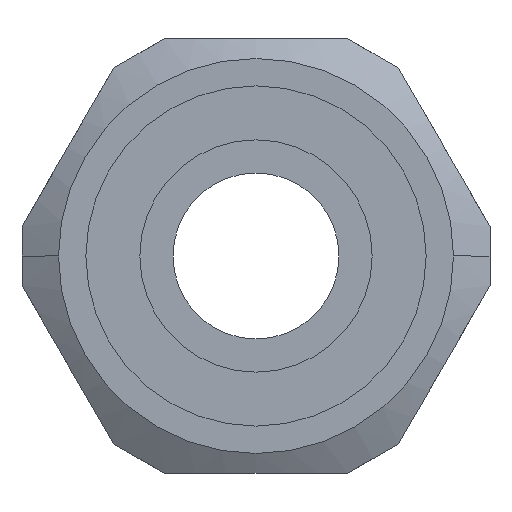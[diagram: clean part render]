
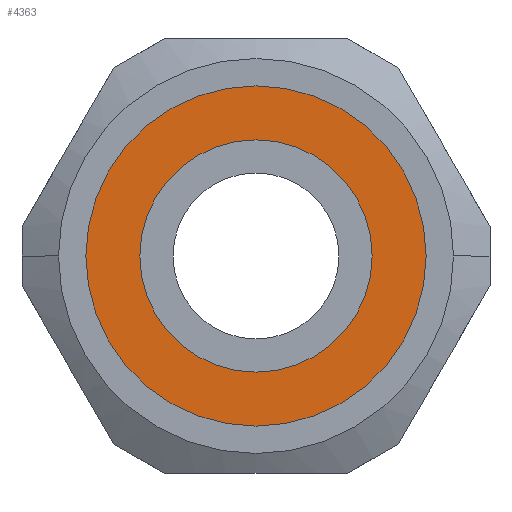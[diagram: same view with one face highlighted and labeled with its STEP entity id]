
A CAD part, left-side view. The second image highlights one B-rep face of the part: STEP entity #4363.
In plain terms, the highlighted planar face has unit normal (-1, 0, 0).
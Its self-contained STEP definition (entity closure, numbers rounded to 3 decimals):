
#1059 = VERTEX_POINT ( 'NONE', #1808 ) ;
#1072 = VERTEX_POINT ( 'NONE', #1811 ) ;
#1088 = VERTEX_POINT ( 'NONE', #1793 ) ;
#1090 = VERTEX_POINT ( 'NONE', #1767 ) ;
#1139 = FACE_OUTER_BOUND ( 'NONE', #6240, .T. ) ;
#1157 = FACE_BOUND ( 'NONE', #6233, .T. ) ;
#1767 = CARTESIAN_POINT ( 'NONE',  ( -18., 0., 10.25 ) ) ;
#1793 = CARTESIAN_POINT ( 'NONE',  ( -18., 0., -10.25 ) ) ;
#1808 = CARTESIAN_POINT ( 'NONE',  ( -18., 0., -7. ) ) ;
#1811 = CARTESIAN_POINT ( 'NONE',  ( -18., 0., 7. ) ) ;
#1928 = CARTESIAN_POINT ( 'NONE',  ( -18., 0., 0. ) ) ;
#1933 = DIRECTION ( 'NONE',  ( 1., 0., 0. ) ) ;
#1937 = DIRECTION ( 'NONE',  ( 0., 0., -1. ) ) ;
#1942 = PLANE ( 'NONE',  #8100 ) ;
#3293 = CARTESIAN_POINT ( 'NONE',  ( -18., 0., 0. ) ) ;
#3303 = DIRECTION ( 'NONE',  ( -1., 0., 0. ) ) ;
#3333 = DIRECTION ( 'NONE',  ( 0., 0., 1. ) ) ;
#3394 = CARTESIAN_POINT ( 'NONE',  ( -18., 0., 0. ) ) ;
#3395 = DIRECTION ( 'NONE',  ( 1., 0., 0. ) ) ;
#3396 = DIRECTION ( 'NONE',  ( 0., 0., -1. ) ) ;
#4096 = DIRECTION ( 'NONE',  ( 1., 0., 0. ) ) ;
#4113 = DIRECTION ( 'NONE',  ( 0., 0., -1. ) ) ;
#4118 = CARTESIAN_POINT ( 'NONE',  ( -18., 0., 0. ) ) ;
#4130 = CARTESIAN_POINT ( 'NONE',  ( -18., 0., 0. ) ) ;
#4138 = DIRECTION ( 'NONE',  ( 0., 0., 1. ) ) ;
#4154 = DIRECTION ( 'NONE',  ( -1., 0., 0. ) ) ;
#4363 = ADVANCED_FACE ( 'NONE', ( #1157, #1139 ), #1942, .F. ) ;
#4912 = CIRCLE ( 'NONE', #7497, 10.25 ) ;
#4950 = CIRCLE ( 'NONE', #7503, 7. ) ;
#6233 = EDGE_LOOP ( 'NONE', ( #9088, #9052 ) ) ;
#6240 = EDGE_LOOP ( 'NONE', ( #9103, #9043 ) ) ;
#7484 = AXIS2_PLACEMENT_3D ( 'NONE', #4118, #4096, #4113 ) ;
#7486 = AXIS2_PLACEMENT_3D ( 'NONE', #4130, #4154, #4138 ) ;
#7497 = AXIS2_PLACEMENT_3D ( 'NONE', #3293, #3303, #3333 ) ;
#7503 = AXIS2_PLACEMENT_3D ( 'NONE', #3394, #3395, #3396 ) ;
#7583 = CIRCLE ( 'NONE', #7486, 10.25 ) ;
#7594 = CIRCLE ( 'NONE', #7484, 7. ) ;
#8100 = AXIS2_PLACEMENT_3D ( 'NONE', #1928, #1933, #1937 ) ;
#8297 = EDGE_CURVE ( 'NONE', #1072, #1059, #7594, .T. ) ;
#8306 = EDGE_CURVE ( 'NONE', #1090, #1088, #7583, .T. ) ;
#8635 = EDGE_CURVE ( 'NONE', #1088, #1090, #4912, .T. ) ;
#8673 = EDGE_CURVE ( 'NONE', #1059, #1072, #4950, .T. ) ;
#9043 = ORIENTED_EDGE ( 'NONE', *, *, #8635, .T. ) ;
#9052 = ORIENTED_EDGE ( 'NONE', *, *, #8673, .T. ) ;
#9088 = ORIENTED_EDGE ( 'NONE', *, *, #8297, .T. ) ;
#9103 = ORIENTED_EDGE ( 'NONE', *, *, #8306, .T. ) ;
